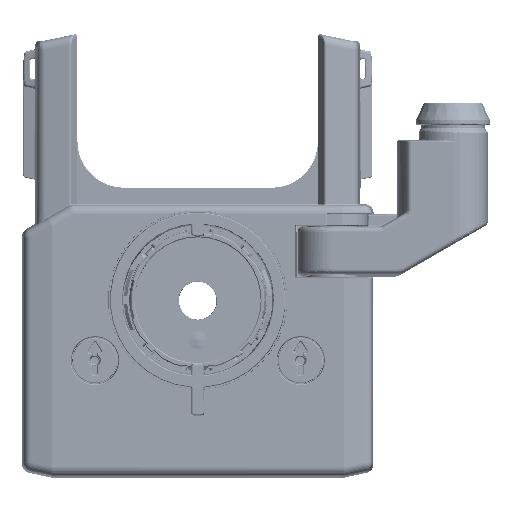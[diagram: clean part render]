
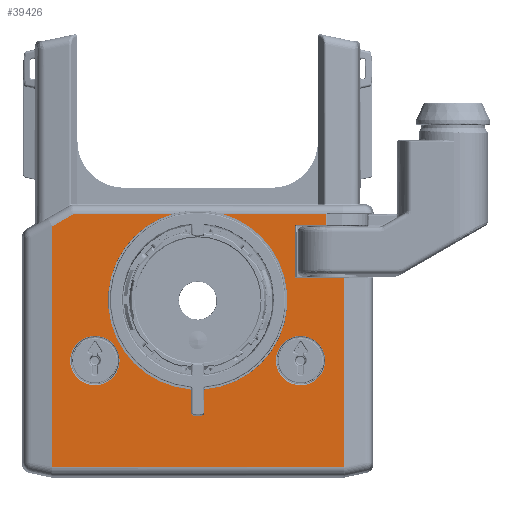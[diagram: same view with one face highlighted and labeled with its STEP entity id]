
A CAD part, top view. The second image highlights one B-rep face of the part: STEP entity #39426.
In plain terms, the highlighted planar face has unit normal (0, 0, 1).
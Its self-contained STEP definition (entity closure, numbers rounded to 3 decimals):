
#5604=B_SPLINE_CURVE_WITH_KNOTS('',3,(#249144,#249145,#249146,#249147),
 .UNSPECIFIED.,.F.,.F.,(4,4),(0.,1.),.UNSPECIFIED.);
#9032=PLANE('',#141245);
#18384=LINE('',#249133,#28488);
#18385=LINE('',#249136,#28489);
#18386=LINE('',#249138,#28490);
#18387=LINE('',#249140,#28491);
#18388=LINE('',#249142,#28492);
#18389=LINE('',#249149,#28493);
#18390=LINE('',#249151,#28494);
#18391=LINE('',#249153,#28495);
#18392=LINE('',#249157,#28496);
#18393=LINE('',#249159,#28497);
#28488=VECTOR('',#172693,1.);
#28489=VECTOR('',#172694,1.);
#28490=VECTOR('',#172695,1.);
#28491=VECTOR('',#172696,1.);
#28492=VECTOR('',#172697,1.);
#28493=VECTOR('',#172698,1.);
#28494=VECTOR('',#172699,1.);
#28495=VECTOR('',#172700,1.);
#28496=VECTOR('',#172703,1.);
#28497=VECTOR('',#172704,1.);
#32985=FACE_BOUND('',#53854,.T.);
#32986=FACE_BOUND('',#53855,.T.);
#32987=FACE_BOUND('',#53856,.T.);
#32988=FACE_BOUND('',#53857,.T.);
#39426=ADVANCED_FACE('',(#32985,#32986,#32987,#32988),#9032,.T.);
#53854=EDGE_LOOP('',(#90475,#90476,#90477,#90478,#90479,#90480,#90481,#90482,
#90483,#90484,#90485,#90486));
#53855=EDGE_LOOP('',(#90487,#90488));
#53856=EDGE_LOOP('',(#90489,#90490));
#53857=EDGE_LOOP('',(#90491,#90492));
#90475=ORIENTED_EDGE('',*,*,#124555,.T.);
#90476=ORIENTED_EDGE('',*,*,#124556,.T.);
#90477=ORIENTED_EDGE('',*,*,#124557,.T.);
#90478=ORIENTED_EDGE('',*,*,#124558,.T.);
#90479=ORIENTED_EDGE('',*,*,#124559,.T.);
#90480=ORIENTED_EDGE('',*,*,#124560,.T.);
#90481=ORIENTED_EDGE('',*,*,#124561,.T.);
#90482=ORIENTED_EDGE('',*,*,#124562,.T.);
#90483=ORIENTED_EDGE('',*,*,#124563,.T.);
#90484=ORIENTED_EDGE('',*,*,#124564,.T.);
#90485=ORIENTED_EDGE('',*,*,#124565,.T.);
#90486=ORIENTED_EDGE('',*,*,#124566,.T.);
#90487=ORIENTED_EDGE('',*,*,#124567,.T.);
#90488=ORIENTED_EDGE('',*,*,#124568,.T.);
#90489=ORIENTED_EDGE('',*,*,#124569,.T.);
#90490=ORIENTED_EDGE('',*,*,#124570,.T.);
#90491=ORIENTED_EDGE('',*,*,#124571,.T.);
#90492=ORIENTED_EDGE('',*,*,#124552,.T.);
#105640=VERTEX_POINT('',#249128);
#105641=VERTEX_POINT('',#249129);
#105642=VERTEX_POINT('',#249134);
#105643=VERTEX_POINT('',#249135);
#105644=VERTEX_POINT('',#249137);
#105645=VERTEX_POINT('',#249139);
#105646=VERTEX_POINT('',#249141);
#105647=VERTEX_POINT('',#249143);
#105648=VERTEX_POINT('',#249148);
#105649=VERTEX_POINT('',#249150);
#105650=VERTEX_POINT('',#249152);
#105651=VERTEX_POINT('',#249154);
#105652=VERTEX_POINT('',#249156);
#105653=VERTEX_POINT('',#249158);
#105654=VERTEX_POINT('',#249161);
#105655=VERTEX_POINT('',#249162);
#105656=VERTEX_POINT('',#249165);
#105657=VERTEX_POINT('',#249166);
#124552=EDGE_CURVE('',#105640,#105641,#130409,.T.);
#124555=EDGE_CURVE('',#105642,#105643,#18384,.T.);
#124556=EDGE_CURVE('',#105643,#105644,#18385,.T.);
#124557=EDGE_CURVE('',#105644,#105645,#18386,.T.);
#124558=EDGE_CURVE('',#105645,#105646,#18387,.T.);
#124559=EDGE_CURVE('',#105646,#105647,#18388,.T.);
#124560=EDGE_CURVE('',#105647,#105648,#5604,.T.);
#124561=EDGE_CURVE('',#105648,#105649,#18389,.T.);
#124562=EDGE_CURVE('',#105649,#105650,#18390,.T.);
#124563=EDGE_CURVE('',#105650,#105651,#18391,.T.);
#124564=EDGE_CURVE('',#105651,#105652,#130410,.T.);
#124565=EDGE_CURVE('',#105652,#105653,#18392,.T.);
#124566=EDGE_CURVE('',#105653,#105642,#18393,.T.);
#124567=EDGE_CURVE('',#105654,#105655,#130411,.T.);
#124568=EDGE_CURVE('',#105655,#105654,#130412,.T.);
#124569=EDGE_CURVE('',#105656,#105657,#130413,.T.);
#124570=EDGE_CURVE('',#105657,#105656,#130414,.T.);
#124571=EDGE_CURVE('',#105641,#105640,#130415,.T.);
#130409=CIRCLE('',#141237,16.965);
#130410=CIRCLE('',#141239,18.835);
#130411=CIRCLE('',#141240,5.347);
#130412=CIRCLE('',#141241,5.347);
#130413=CIRCLE('',#141242,5.347);
#130414=CIRCLE('',#141243,5.347);
#130415=CIRCLE('',#141244,16.965);
#141237=AXIS2_PLACEMENT_3D('',#249127,#172687,#172688);
#141239=AXIS2_PLACEMENT_3D('',#249155,#172701,#172702);
#141240=AXIS2_PLACEMENT_3D('',#249160,#172705,#172706);
#141241=AXIS2_PLACEMENT_3D('',#249163,#172707,#172708);
#141242=AXIS2_PLACEMENT_3D('',#249164,#172709,#172710);
#141243=AXIS2_PLACEMENT_3D('',#249167,#172711,#172712);
#141244=AXIS2_PLACEMENT_3D('',#249168,#172713,#172714);
#141245=AXIS2_PLACEMENT_3D('',#249169,#172715,#172716);
#172687=DIRECTION('',(0.,0.,-1.));
#172688=DIRECTION('',(-1.,0.,0.));
#172693=DIRECTION('',(0.,-1.,0.));
#172694=DIRECTION('',(1.,0.,0.));
#172695=DIRECTION('',(0.,1.,0.));
#172696=DIRECTION('',(-1.,0.,0.));
#172697=DIRECTION('',(0.,1.,0.));
#172698=DIRECTION('',(1.,0.,0.));
#172699=DIRECTION('',(0.,1.,0.));
#172700=DIRECTION('',(-1.,0.,0.));
#172701=DIRECTION('',(0.,0.,1.));
#172702=DIRECTION('',(0.177,0.984,0.));
#172703=DIRECTION('',(-1.,0.,0.));
#172704=DIRECTION('',(-0.866,-0.5,0.));
#172705=DIRECTION('',(0.,0.,-1.));
#172706=DIRECTION('',(0.,-1.,0.));
#172707=DIRECTION('',(0.,0.,-1.));
#172708=DIRECTION('',(0.,1.,0.));
#172709=DIRECTION('',(0.,0.,-1.));
#172710=DIRECTION('',(0.,-1.,0.));
#172711=DIRECTION('',(0.,0.,-1.));
#172712=DIRECTION('',(0.,1.,0.));
#172713=DIRECTION('',(0.,0.,-1.));
#172714=DIRECTION('',(1.,0.,0.));
#172715=DIRECTION('',(0.,0.,1.));
#172716=DIRECTION('',(-1.,0.,0.));
#249127=CARTESIAN_POINT('',(0.,0.,
4.));
#249128=CARTESIAN_POINT('',(-16.965,0.,4.));
#249129=CARTESIAN_POINT('',(16.965,0.,4.));
#249133=CARTESIAN_POINT('',(-31.519,15.876,4.));
#249134=CARTESIAN_POINT('',(-31.519,15.876,4.));
#249135=CARTESIAN_POINT('',(-31.519,-36.046,4.));
#249136=CARTESIAN_POINT('',(-31.519,-36.046,4.));
#249137=CARTESIAN_POINT('',(31.519,-36.046,4.));
#249138=CARTESIAN_POINT('',(31.519,-36.046,4.));
#249139=CARTESIAN_POINT('',(31.519,4.715,4.));
#249140=CARTESIAN_POINT('',(31.519,4.715,4.));
#249141=CARTESIAN_POINT('',(20.948,4.715,4.));
#249142=CARTESIAN_POINT('',(20.948,4.715,4.));
#249143=CARTESIAN_POINT('',(20.948,15.985,4.));
#249144=CARTESIAN_POINT('',(20.948,15.985,4.));
#249145=CARTESIAN_POINT('',(20.949,16.132,4.));
#249146=CARTESIAN_POINT('',(21.092,16.284,4.));
#249147=CARTESIAN_POINT('',(21.248,16.285,4.));
#249148=CARTESIAN_POINT('',(21.248,16.285,4.));
#249149=CARTESIAN_POINT('',(21.248,16.285,4.));
#249150=CARTESIAN_POINT('',(27.763,16.285,4.));
#249151=CARTESIAN_POINT('',(27.763,16.285,4.));
#249152=CARTESIAN_POINT('',(27.763,18.539,4.));
#249153=CARTESIAN_POINT('',(27.763,18.539,4.));
#249154=CARTESIAN_POINT('',(3.327,18.539,4.));
#249155=CARTESIAN_POINT('',(0.,0.,4.));
#249156=CARTESIAN_POINT('',(-3.327,18.539,4.));
#249157=CARTESIAN_POINT('',(-3.327,18.539,4.));
#249158=CARTESIAN_POINT('',(-26.908,18.539,4.));
#249159=CARTESIAN_POINT('',(-26.908,18.539,4.));
#249160=CARTESIAN_POINT('',(-22.23,-13.094,4.));
#249161=CARTESIAN_POINT('',(-22.23,-18.441,4.));
#249162=CARTESIAN_POINT('',(-22.23,-7.748,4.));
#249163=CARTESIAN_POINT('',(-22.23,-13.094,4.));
#249164=CARTESIAN_POINT('',(22.23,-13.094,4.));
#249165=CARTESIAN_POINT('',(22.23,-18.441,4.));
#249166=CARTESIAN_POINT('',(22.23,-7.748,4.));
#249167=CARTESIAN_POINT('',(22.23,-13.094,4.));
#249168=CARTESIAN_POINT('',(0.,0.,4.));
#249169=CARTESIAN_POINT('',(34.671,21.575,4.));
